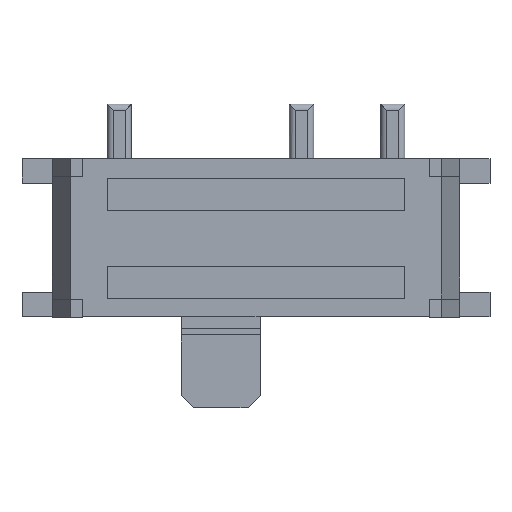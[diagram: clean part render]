
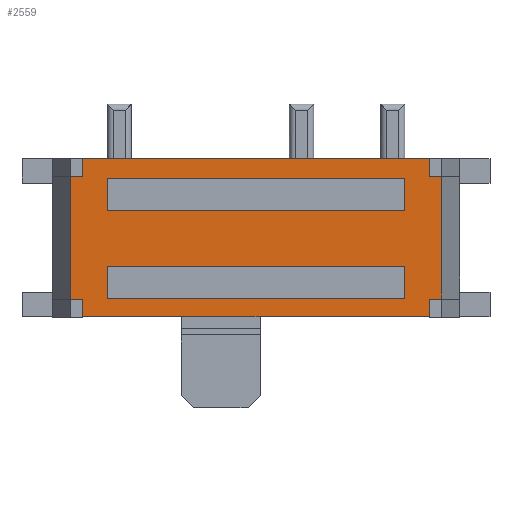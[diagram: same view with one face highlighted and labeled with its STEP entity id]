
A CAD part, top view. The second image highlights one B-rep face of the part: STEP entity #2559.
In plain terms, the highlighted planar face has unit normal (0, 0, 1).
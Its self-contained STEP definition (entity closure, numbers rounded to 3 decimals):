
#48=FACE_BOUND('',#207,.T.);
#49=FACE_BOUND('',#208,.T.);
#62=FACE_OUTER_BOUND('',#206,.T.);
#206=EDGE_LOOP('',(#1667,#1668,#1669,#1670,#1671,#1672,#1673,#1674,#1675,
#1676,#1677,#1678));
#207=EDGE_LOOP('',(#1679,#1680,#1681,#1682));
#208=EDGE_LOOP('',(#1683,#1684,#1685,#1686));
#353=LINE('',#3551,#687);
#407=LINE('',#3661,#741);
#408=LINE('',#3665,#742);
#409=LINE('',#3667,#743);
#410=LINE('',#3669,#744);
#411=LINE('',#3670,#745);
#412=LINE('',#3672,#746);
#413=LINE('',#3674,#747);
#414=LINE('',#3676,#748);
#415=LINE('',#3678,#749);
#416=LINE('',#3680,#750);
#417=LINE('',#3681,#751);
#418=LINE('',#3684,#752);
#419=LINE('',#3686,#753);
#420=LINE('',#3688,#754);
#421=LINE('',#3689,#755);
#422=LINE('',#3692,#756);
#423=LINE('',#3694,#757);
#424=LINE('',#3696,#758);
#425=LINE('',#3697,#759);
#687=VECTOR('',#2891,1.);
#741=VECTOR('',#2961,1.);
#742=VECTOR('',#2964,1.);
#743=VECTOR('',#2965,1.);
#744=VECTOR('',#2966,1.);
#745=VECTOR('',#2967,1.);
#746=VECTOR('',#2968,1.);
#747=VECTOR('',#2969,1.);
#748=VECTOR('',#2970,1.);
#749=VECTOR('',#2971,1.);
#750=VECTOR('',#2972,1.);
#751=VECTOR('',#2973,1.);
#752=VECTOR('',#2974,1.);
#753=VECTOR('',#2975,1.);
#754=VECTOR('',#2976,1.);
#755=VECTOR('',#2977,1.);
#756=VECTOR('',#2978,1.);
#757=VECTOR('',#2979,1.);
#758=VECTOR('',#2980,1.);
#759=VECTOR('',#2981,1.);
#1016=VERTEX_POINT('',#3548);
#1017=VERTEX_POINT('',#3550);
#1063=VERTEX_POINT('',#3655);
#1066=VERTEX_POINT('',#3663);
#1067=VERTEX_POINT('',#3664);
#1068=VERTEX_POINT('',#3666);
#1069=VERTEX_POINT('',#3668);
#1070=VERTEX_POINT('',#3671);
#1071=VERTEX_POINT('',#3673);
#1072=VERTEX_POINT('',#3675);
#1073=VERTEX_POINT('',#3677);
#1074=VERTEX_POINT('',#3679);
#1075=VERTEX_POINT('',#3682);
#1076=VERTEX_POINT('',#3683);
#1077=VERTEX_POINT('',#3685);
#1078=VERTEX_POINT('',#3687);
#1079=VERTEX_POINT('',#3690);
#1080=VERTEX_POINT('',#3691);
#1081=VERTEX_POINT('',#3693);
#1082=VERTEX_POINT('',#3695);
#1237=EDGE_CURVE('',#1016,#1017,#353,.T.);
#1293=EDGE_CURVE('',#1063,#1017,#407,.T.);
#1294=EDGE_CURVE('',#1066,#1067,#408,.T.);
#1295=EDGE_CURVE('',#1068,#1067,#409,.T.);
#1296=EDGE_CURVE('',#1069,#1068,#410,.T.);
#1297=EDGE_CURVE('',#1069,#1063,#411,.T.);
#1298=EDGE_CURVE('',#1016,#1070,#412,.T.);
#1299=EDGE_CURVE('',#1071,#1070,#413,.T.);
#1300=EDGE_CURVE('',#1072,#1071,#414,.T.);
#1301=EDGE_CURVE('',#1072,#1073,#415,.T.);
#1302=EDGE_CURVE('',#1073,#1074,#416,.T.);
#1303=EDGE_CURVE('',#1066,#1074,#417,.T.);
#1304=EDGE_CURVE('',#1075,#1076,#418,.T.);
#1305=EDGE_CURVE('',#1076,#1077,#419,.T.);
#1306=EDGE_CURVE('',#1078,#1077,#420,.T.);
#1307=EDGE_CURVE('',#1075,#1078,#421,.T.);
#1308=EDGE_CURVE('',#1079,#1080,#422,.T.);
#1309=EDGE_CURVE('',#1081,#1080,#423,.T.);
#1310=EDGE_CURVE('',#1082,#1081,#424,.T.);
#1311=EDGE_CURVE('',#1082,#1079,#425,.T.);
#1667=ORIENTED_EDGE('',*,*,#1294,.T.);
#1668=ORIENTED_EDGE('',*,*,#1295,.F.);
#1669=ORIENTED_EDGE('',*,*,#1296,.F.);
#1670=ORIENTED_EDGE('',*,*,#1297,.T.);
#1671=ORIENTED_EDGE('',*,*,#1293,.T.);
#1672=ORIENTED_EDGE('',*,*,#1237,.F.);
#1673=ORIENTED_EDGE('',*,*,#1298,.T.);
#1674=ORIENTED_EDGE('',*,*,#1299,.F.);
#1675=ORIENTED_EDGE('',*,*,#1300,.F.);
#1676=ORIENTED_EDGE('',*,*,#1301,.T.);
#1677=ORIENTED_EDGE('',*,*,#1302,.T.);
#1678=ORIENTED_EDGE('',*,*,#1303,.F.);
#1679=ORIENTED_EDGE('',*,*,#1304,.T.);
#1680=ORIENTED_EDGE('',*,*,#1305,.T.);
#1681=ORIENTED_EDGE('',*,*,#1306,.F.);
#1682=ORIENTED_EDGE('',*,*,#1307,.F.);
#1683=ORIENTED_EDGE('',*,*,#1308,.T.);
#1684=ORIENTED_EDGE('',*,*,#1309,.F.);
#1685=ORIENTED_EDGE('',*,*,#1310,.F.);
#1686=ORIENTED_EDGE('',*,*,#1311,.T.);
#2289=PLANE('',#2716);
#2559=ADVANCED_FACE('',(#62,#48,#49),#2289,.F.);
#2716=AXIS2_PLACEMENT_3D('',#3662,#2962,#2963);
#2891=DIRECTION('',(-1.,0.,0.));
#2961=DIRECTION('',(0.,-1.,0.));
#2962=DIRECTION('center_axis',(0.,0.,-1.));
#2963=DIRECTION('ref_axis',(-1.,0.,0.));
#2964=DIRECTION('',(0.,-1.,0.));
#2965=DIRECTION('',(1.,0.,0.));
#2966=DIRECTION('',(0.,1.,0.));
#2967=DIRECTION('',(1.,0.,0.));
#2968=DIRECTION('',(0.,1.,0.));
#2969=DIRECTION('',(-1.,0.,0.));
#2970=DIRECTION('',(0.,-1.,0.));
#2971=DIRECTION('',(-1.,0.,0.));
#2972=DIRECTION('',(0.,1.,0.));
#2973=DIRECTION('',(1.,0.,0.));
#2974=DIRECTION('',(1.,0.,0.));
#2975=DIRECTION('',(0.,-1.,0.));
#2976=DIRECTION('',(1.,0.,0.));
#2977=DIRECTION('',(0.,-1.,0.));
#2978=DIRECTION('',(0.,-1.,0.));
#2979=DIRECTION('',(1.,0.,0.));
#2980=DIRECTION('',(0.,-1.,0.));
#2981=DIRECTION('',(1.,0.,0.));
#3548=CARTESIAN_POINT('',(2.85,-1.63,1.4));
#3550=CARTESIAN_POINT('',(-2.85,-1.63,1.4));
#3551=CARTESIAN_POINT('',(3.35,-1.63,1.4));
#3655=CARTESIAN_POINT('',(-2.85,-1.34,1.4));
#3661=CARTESIAN_POINT('',(-2.85,-0.835,1.4));
#3662=CARTESIAN_POINT('Origin',(0.,-0.33,1.4));
#3663=CARTESIAN_POINT('',(-2.85,0.97,1.4));
#3664=CARTESIAN_POINT('',(-2.85,0.68,1.4));
#3665=CARTESIAN_POINT('',(-2.85,0.325,1.4));
#3666=CARTESIAN_POINT('',(-3.05,0.68,1.4));
#3667=CARTESIAN_POINT('',(-1.425,0.68,1.4));
#3668=CARTESIAN_POINT('',(-3.05,-1.34,1.4));
#3669=CARTESIAN_POINT('',(-3.05,-1.63,1.4));
#3670=CARTESIAN_POINT('',(-1.425,-1.34,1.4));
#3671=CARTESIAN_POINT('',(2.85,-1.34,1.4));
#3672=CARTESIAN_POINT('',(2.85,-0.985,1.4));
#3673=CARTESIAN_POINT('',(3.05,-1.34,1.4));
#3674=CARTESIAN_POINT('',(1.425,-1.34,1.4));
#3675=CARTESIAN_POINT('',(3.05,0.68,1.4));
#3676=CARTESIAN_POINT('',(3.05,0.97,1.4));
#3677=CARTESIAN_POINT('',(2.85,0.68,1.4));
#3678=CARTESIAN_POINT('',(1.425,0.68,1.4));
#3679=CARTESIAN_POINT('',(2.85,0.97,1.4));
#3680=CARTESIAN_POINT('',(2.85,0.175,1.4));
#3681=CARTESIAN_POINT('',(-3.35,0.97,1.4));
#3682=CARTESIAN_POINT('',(-2.45,-0.8,1.4));
#3683=CARTESIAN_POINT('',(2.45,-0.8,1.4));
#3684=CARTESIAN_POINT('',(-1.225,-0.8,1.4));
#3685=CARTESIAN_POINT('',(2.45,-1.33,1.4));
#3686=CARTESIAN_POINT('',(2.45,-0.83,1.4));
#3687=CARTESIAN_POINT('',(-2.45,-1.33,1.4));
#3688=CARTESIAN_POINT('',(-1.225,-1.33,1.4));
#3689=CARTESIAN_POINT('',(-2.45,-0.83,1.4));
#3690=CARTESIAN_POINT('',(2.45,0.65,1.4));
#3691=CARTESIAN_POINT('',(2.45,0.12,1.4));
#3692=CARTESIAN_POINT('',(2.45,-0.105,1.4));
#3693=CARTESIAN_POINT('',(-2.45,0.12,1.4));
#3694=CARTESIAN_POINT('',(-1.225,0.12,1.4));
#3695=CARTESIAN_POINT('',(-2.45,0.65,1.4));
#3696=CARTESIAN_POINT('',(-2.45,-0.105,1.4));
#3697=CARTESIAN_POINT('',(-1.225,0.65,1.4));
